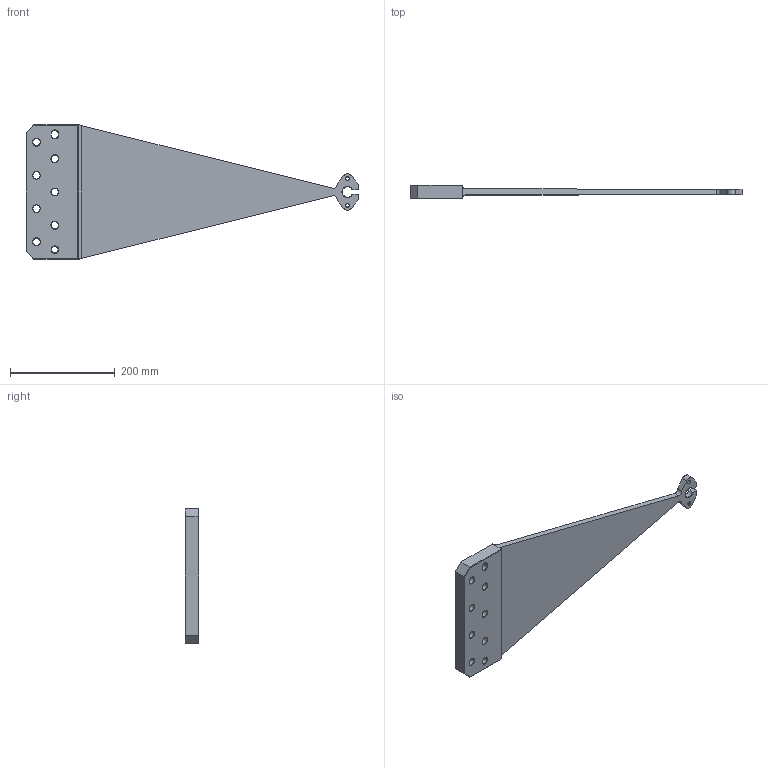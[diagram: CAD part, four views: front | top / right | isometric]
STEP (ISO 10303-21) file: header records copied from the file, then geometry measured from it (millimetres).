
FILE_DESCRIPTION (( 'STEP AP214' ), '1' );
FILE_NAME ('D071100_Spring__flat.STEP', '2022-02-03T17:24:01', ( '' ), ( '' ), 'SwSTEP 2.0', 'SolidWorks 2021', '' );
FILE_SCHEMA (( 'AUTOMOTIVE_DESIGN' ));
Length unit declared in the file: inch
Products named in the file (1): D071100_Spring__flat
Bounding box: 633.87 x 25 x 256.69 mm (x, y, z)
Volume: 1363411.3 mm3; surface area: 219981 mm2
Topology: 1 solids, 1 shells, 76 faces, 193 edges, 119 vertices
Faces by surface type: plane 34, cone 23, cylinder 19
Full cylindrical faces by diameter (mm): 6.477 x2, 12.725 x1, 13.891 x7
Entity records: 2205 total; most frequent: CARTESIAN_POINT 390, DIRECTION 365, ORIENTED_EDGE 328, EDGE_CURVE 164, AXIS2_PLACEMENT_3D 134, EDGE_LOOP 127, VERTEX_POINT 119, VECTOR 97
